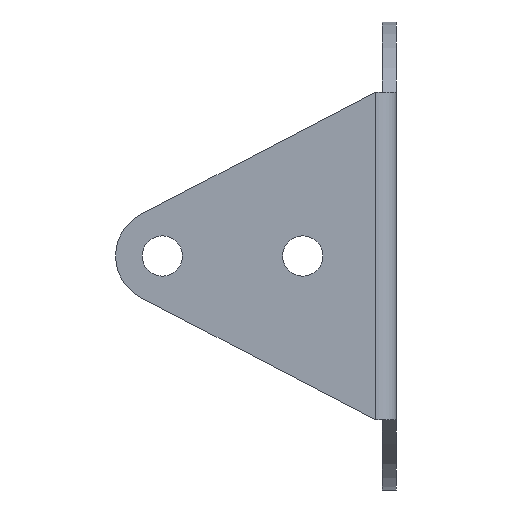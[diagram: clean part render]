
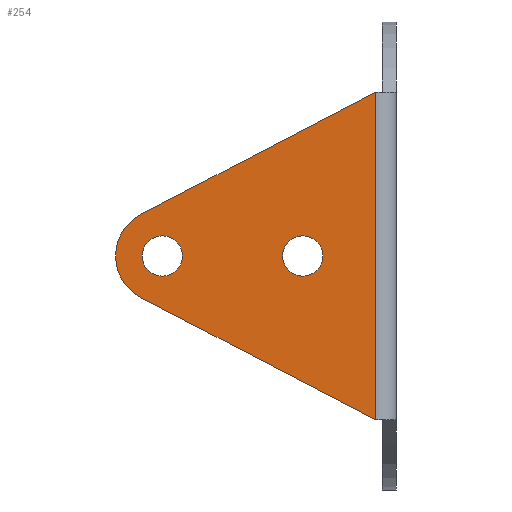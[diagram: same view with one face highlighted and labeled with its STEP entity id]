
A CAD part, left-side view. The second image highlights one B-rep face of the part: STEP entity #254.
In plain terms, the highlighted planar face has unit normal (-1, 0, 0).
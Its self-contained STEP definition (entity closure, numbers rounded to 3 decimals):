
#6 = LINE ( 'NONE', #17, #1245 ) ;
#8 = DIRECTION ( 'NONE',  ( 0., 1., 0. ) ) ;
#10 = CIRCLE ( 'NONE', #1258, 5. ) ;
#11 = DIRECTION ( 'NONE',  ( 1., 0., 0. ) ) ;
#17 = CARTESIAN_POINT ( 'NONE',  ( -32.5, 2.237, -17.5 ) ) ;
#27 = EDGE_CURVE ( 'NONE', #1127, #1106, #10, .T. ) ;
#40 = CIRCLE ( 'NONE', #759, 5. ) ;
#91 = CARTESIAN_POINT ( 'NONE',  ( -32.5, 22.85, 0. ) ) ;
#99 = CARTESIAN_POINT ( 'NONE',  ( -32.5, 7.649, 14.679 ) ) ;
#100 = AXIS2_PLACEMENT_3D ( 'NONE', #201, #698, #1139 ) ;
#103 = CARTESIAN_POINT ( 'NONE',  ( -32.5, 25., 0. ) ) ;
#113 = VERTEX_POINT ( 'NONE', #1328 ) ;
#132 = DIRECTION ( 'NONE',  ( 1., 0., 0. ) ) ;
#181 = CARTESIAN_POINT ( 'NONE',  ( -32.5, 7.85, 0. ) ) ;
#197 = AXIS2_PLACEMENT_3D ( 'NONE', #586, #132, #1077 ) ;
#201 = CARTESIAN_POINT ( 'NONE',  ( -32.5, 10., 0. ) ) ;
#204 = CARTESIAN_POINT ( 'NONE',  ( -32.5, 27.15, 0. ) ) ;
#207 = DIRECTION ( 'NONE',  ( 0., 1., 0. ) ) ;
#253 = CARTESIAN_POINT ( 'NONE',  ( -32.5, 25., 0. ) ) ;
#254 = ADVANCED_FACE ( 'NONE', ( #552, #669, #560 ), #1383, .F. ) ;
#288 = EDGE_CURVE ( 'NONE', #708, #1127, #40, .T. ) ;
#380 = EDGE_CURVE ( 'NONE', #1206, #473, #6, .T. ) ;
#388 = CIRCLE ( 'NONE', #197, 2.15 ) ;
#435 = EDGE_CURVE ( 'NONE', #1050, #1066, #388, .T. ) ;
#473 = VERTEX_POINT ( 'NONE', #521 ) ;
#482 = DIRECTION ( 'NONE',  ( 0., 1., 0. ) ) ;
#500 = EDGE_LOOP ( 'NONE', ( #1267, #637 ) ) ;
#521 = CARTESIAN_POINT ( 'NONE',  ( -32.5, 2.237, -17.5 ) ) ;
#552 = FACE_BOUND ( 'NONE', #500, .T. ) ;
#559 = ORIENTED_EDGE ( 'NONE', *, *, #380, .F. ) ;
#560 = FACE_OUTER_BOUND ( 'NONE', #892, .T. ) ;
#567 = CIRCLE ( 'NONE', #100, 2.15 ) ;
#586 = CARTESIAN_POINT ( 'NONE',  ( -32.5, 25., 0. ) ) ;
#605 = ORIENTED_EDGE ( 'NONE', *, *, #435, .T. ) ;
#637 = ORIENTED_EDGE ( 'NONE', *, *, #1465, .T. ) ;
#646 = LINE ( 'NONE', #99, #1152 ) ;
#669 = FACE_BOUND ( 'NONE', #1442, .T. ) ;
#694 = CARTESIAN_POINT ( 'NONE',  ( -32.5, 2.237, 17.5 ) ) ;
#698 = DIRECTION ( 'NONE',  ( 1., 0., 0. ) ) ;
#708 = VERTEX_POINT ( 'NONE', #1118 ) ;
#709 = AXIS2_PLACEMENT_3D ( 'NONE', #915, #1376, #207 ) ;
#715 = DIRECTION ( 'NONE',  ( -1., 0., 0. ) ) ;
#726 = EDGE_CURVE ( 'NONE', #473, #1106, #1281, .T. ) ;
#759 = AXIS2_PLACEMENT_3D ( 'NONE', #103, #1238, #898 ) ;
#768 = ORIENTED_EDGE ( 'NONE', *, *, #889, .T. ) ;
#803 = CARTESIAN_POINT ( 'NONE',  ( -32.5, 7.649, -14.679 ) ) ;
#811 = DIRECTION ( 'NONE',  ( 0., 0.887, 0.462 ) ) ;
#835 = DIRECTION ( 'NONE',  ( 0., 0., -1. ) ) ;
#889 = EDGE_CURVE ( 'NONE', #1066, #1050, #903, .T. ) ;
#892 = EDGE_LOOP ( 'NONE', ( #912, #559, #1170, #1372, #1489 ) ) ;
#898 = DIRECTION ( 'NONE',  ( 0., 1., 0. ) ) ;
#903 = CIRCLE ( 'NONE', #1277, 2.15 ) ;
#912 = ORIENTED_EDGE ( 'NONE', *, *, #726, .F. ) ;
#915 = CARTESIAN_POINT ( 'NONE',  ( -32.5, 0., 0. ) ) ;
#949 = AXIS2_PLACEMENT_3D ( 'NONE', #1059, #11, #482 ) ;
#979 = DIRECTION ( 'NONE',  ( 1., 0., 0. ) ) ;
#1037 = VERTEX_POINT ( 'NONE', #181 ) ;
#1047 = EDGE_CURVE ( 'NONE', #1206, #708, #646, .T. ) ;
#1050 = VERTEX_POINT ( 'NONE', #204 ) ;
#1059 = CARTESIAN_POINT ( 'NONE',  ( -32.5, 10., 0. ) ) ;
#1066 = VERTEX_POINT ( 'NONE', #91 ) ;
#1070 = DIRECTION ( 'NONE',  ( 0., 1., 0. ) ) ;
#1077 = DIRECTION ( 'NONE',  ( 0., 1., 0. ) ) ;
#1106 = VERTEX_POINT ( 'NONE', #1332 ) ;
#1118 = CARTESIAN_POINT ( 'NONE',  ( -32.5, 27.311, 4.434 ) ) ;
#1127 = VERTEX_POINT ( 'NONE', #1381 ) ;
#1139 = DIRECTION ( 'NONE',  ( 0., 1., 0. ) ) ;
#1152 = VECTOR ( 'NONE', #1440, 1000. ) ;
#1170 = ORIENTED_EDGE ( 'NONE', *, *, #1047, .T. ) ;
#1206 = VERTEX_POINT ( 'NONE', #694 ) ;
#1208 = CARTESIAN_POINT ( 'NONE',  ( -32.5, 25., 0. ) ) ;
#1225 = EDGE_CURVE ( 'NONE', #113, #1037, #567, .T. ) ;
#1238 = DIRECTION ( 'NONE',  ( -1., 0., 0. ) ) ;
#1245 = VECTOR ( 'NONE', #835, 1000. ) ;
#1258 = AXIS2_PLACEMENT_3D ( 'NONE', #253, #715, #8 ) ;
#1267 = ORIENTED_EDGE ( 'NONE', *, *, #1225, .T. ) ;
#1275 = VECTOR ( 'NONE', #811, 1000. ) ;
#1277 = AXIS2_PLACEMENT_3D ( 'NONE', #1208, #979, #1070 ) ;
#1281 = LINE ( 'NONE', #803, #1275 ) ;
#1328 = CARTESIAN_POINT ( 'NONE',  ( -32.5, 12.15, 0. ) ) ;
#1332 = CARTESIAN_POINT ( 'NONE',  ( -32.5, 27.311, -4.434 ) ) ;
#1372 = ORIENTED_EDGE ( 'NONE', *, *, #288, .T. ) ;
#1376 = DIRECTION ( 'NONE',  ( 1., 0., 0. ) ) ;
#1381 = CARTESIAN_POINT ( 'NONE',  ( -32.5, 30., 0. ) ) ;
#1383 = PLANE ( 'NONE',  #709 ) ;
#1422 = CIRCLE ( 'NONE', #949, 2.15 ) ;
#1440 = DIRECTION ( 'NONE',  ( 0., 0.887, -0.462 ) ) ;
#1442 = EDGE_LOOP ( 'NONE', ( #605, #768 ) ) ;
#1465 = EDGE_CURVE ( 'NONE', #1037, #113, #1422, .T. ) ;
#1489 = ORIENTED_EDGE ( 'NONE', *, *, #27, .T. ) ;
